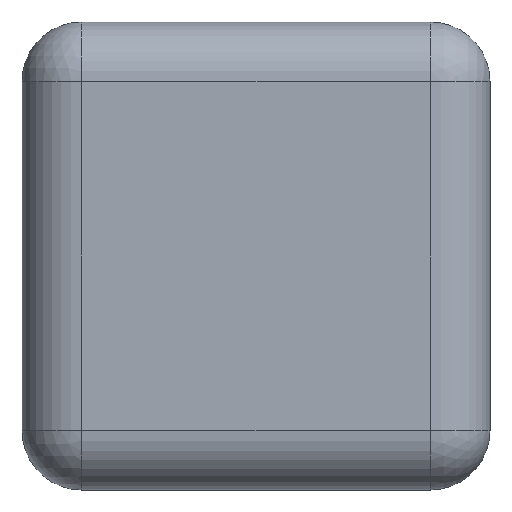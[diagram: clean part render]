
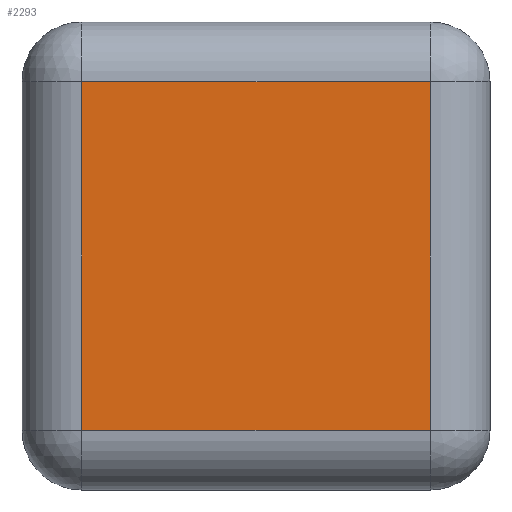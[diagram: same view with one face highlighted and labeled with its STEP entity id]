
A CAD part, left-side view. The second image highlights one B-rep face of the part: STEP entity #2293.
In plain terms, the highlighted planar face has unit normal (-1, 0, 0).
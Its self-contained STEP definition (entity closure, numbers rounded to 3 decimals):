
#117 = DIRECTION ( 'NONE',  ( 0., 0., 1. ) ) ;
#243 = LINE ( 'NONE', #2767, #2199 ) ;
#285 = CARTESIAN_POINT ( 'NONE',  ( -0.525, 0.205, 0.275 ) ) ;
#812 = EDGE_CURVE ( 'NONE', #1915, #3488, #2154, .T. ) ;
#900 = CARTESIAN_POINT ( 'NONE',  ( -0.525, -0.205, 0.275 ) ) ;
#1010 = VERTEX_POINT ( 'NONE', #3359 ) ;
#1118 = PLANE ( 'NONE',  #2259 ) ;
#1340 = VECTOR ( 'NONE', #117, 1000. ) ;
#1456 = CARTESIAN_POINT ( 'NONE',  ( -0.525, -0.205, 0.205 ) ) ;
#1697 = ORIENTED_EDGE ( 'NONE', *, *, #812, .T. ) ;
#1823 = DIRECTION ( 'NONE',  ( 0., 1., 0. ) ) ;
#1899 = EDGE_CURVE ( 'NONE', #1010, #1990, #3737, .T. ) ;
#1915 = VERTEX_POINT ( 'NONE', #2890 ) ;
#1990 = VERTEX_POINT ( 'NONE', #1456 ) ;
#2076 = ORIENTED_EDGE ( 'NONE', *, *, #2493, .T. ) ;
#2154 = LINE ( 'NONE', #285, #3971 ) ;
#2199 = VECTOR ( 'NONE', #3407, 1000. ) ;
#2206 = CARTESIAN_POINT ( 'NONE',  ( -0.525, 0.275, 0.205 ) ) ;
#2259 = AXIS2_PLACEMENT_3D ( 'NONE', #2354, #2967, #2372 ) ;
#2293 = ADVANCED_FACE ( 'NONE', ( #2409 ), #1118, .F. ) ;
#2354 = CARTESIAN_POINT ( 'NONE',  ( -0.525, 0.275, 0.275 ) ) ;
#2372 = DIRECTION ( 'NONE',  ( 0., 1., 0. ) ) ;
#2383 = CARTESIAN_POINT ( 'NONE',  ( -0.525, 0.205, -0.205 ) ) ;
#2409 = FACE_OUTER_BOUND ( 'NONE', #2554, .T. ) ;
#2493 = EDGE_CURVE ( 'NONE', #1990, #1915, #3107, .T. ) ;
#2554 = EDGE_LOOP ( 'NONE', ( #2076, #1697, #2781, #3972 ) ) ;
#2767 = CARTESIAN_POINT ( 'NONE',  ( -0.525, -0.275, -0.205 ) ) ;
#2781 = ORIENTED_EDGE ( 'NONE', *, *, #2812, .T. ) ;
#2812 = EDGE_CURVE ( 'NONE', #3488, #1010, #243, .T. ) ;
#2890 = CARTESIAN_POINT ( 'NONE',  ( -0.525, 0.205, 0.205 ) ) ;
#2967 = DIRECTION ( 'NONE',  ( 1., 0., 0. ) ) ;
#3099 = DIRECTION ( 'NONE',  ( 0., 0., -1. ) ) ;
#3107 = LINE ( 'NONE', #2206, #3837 ) ;
#3359 = CARTESIAN_POINT ( 'NONE',  ( -0.525, -0.205, -0.205 ) ) ;
#3407 = DIRECTION ( 'NONE',  ( 0., -1., 0. ) ) ;
#3488 = VERTEX_POINT ( 'NONE', #2383 ) ;
#3737 = LINE ( 'NONE', #900, #1340 ) ;
#3837 = VECTOR ( 'NONE', #1823, 1000. ) ;
#3971 = VECTOR ( 'NONE', #3099, 1000. ) ;
#3972 = ORIENTED_EDGE ( 'NONE', *, *, #1899, .T. ) ;
